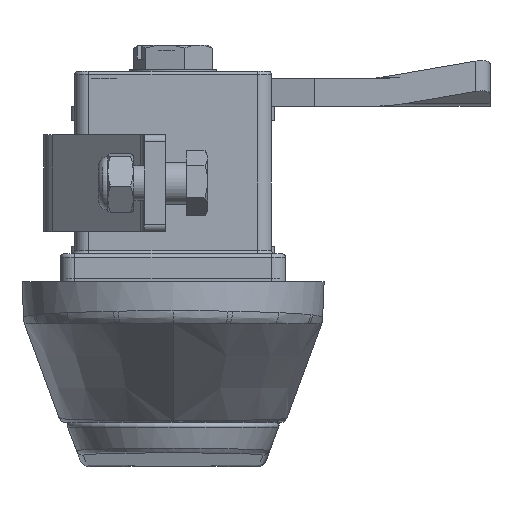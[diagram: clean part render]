
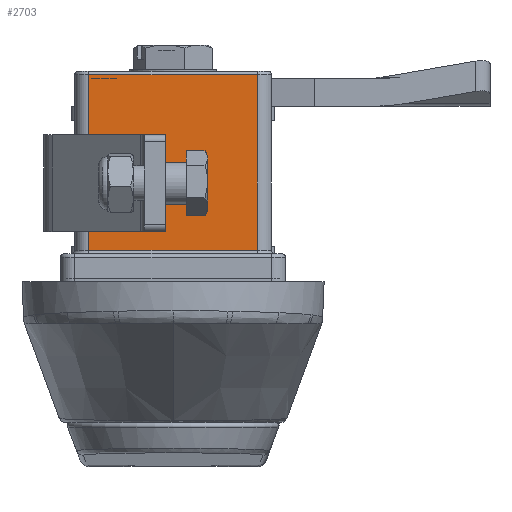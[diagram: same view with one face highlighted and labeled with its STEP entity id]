
A CAD part, front view. The second image highlights one B-rep face of the part: STEP entity #2703.
In plain terms, the highlighted planar face has unit normal (0, -1, 0).
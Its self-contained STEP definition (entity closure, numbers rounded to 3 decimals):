
#2703=ADVANCED_FACE('',(#6439),#6440,.F.);
#6439=FACE_OUTER_BOUND('',#41023,.T.);
#6440=PLANE('',#41024);
#41023=EDGE_LOOP('',(#52749,#52750,#52751,#52752));
#41024=AXIS2_PLACEMENT_3D('',#52753,#52754,#52755);
#52749=ORIENTED_EDGE('',*,*,#61221,.T.);
#52750=ORIENTED_EDGE('',*,*,#61164,.T.);
#52751=ORIENTED_EDGE('',*,*,#61218,.T.);
#52752=ORIENTED_EDGE('',*,*,#61205,.T.);
#52753=CARTESIAN_POINT('',(14.428,-78.825,-38.528));
#52754=DIRECTION('',(0.,1.0,0.0));
#52755=DIRECTION('',(1.0,0.,0.0));
#61164=EDGE_CURVE('',#68217,#68222,#68224,.T.);
#61205=EDGE_CURVE('',#68288,#68278,#68292,.T.);
#61218=EDGE_CURVE('',#68222,#68288,#68309,.F.);
#61221=EDGE_CURVE('',#68278,#68217,#68312,.T.);
#68217=VERTEX_POINT('',#89083);
#68222=VERTEX_POINT('',#89089);
#68224=LINE('',#89091,#89092);
#68278=VERTEX_POINT('',#89158);
#68288=VERTEX_POINT('',#89170);
#68292=LINE('',#89175,#89176);
#68309=LINE('',#89199,#89200);
#68312=LINE('',#89205,#89206);
#89083=CARTESIAN_POINT('',(12.428,-78.825,32.5));
#89089=CARTESIAN_POINT('',(-11.572,-78.825,32.5));
#89091=CARTESIAN_POINT('',(14.428,-78.825,32.5));
#89092=VECTOR('',#99766,1.0);
#89158=CARTESIAN_POINT('',(12.428,-78.825,7.5));
#89170=CARTESIAN_POINT('',(-11.572,-78.825,7.5));
#89175=CARTESIAN_POINT('',(12.428,-78.825,7.5));
#89176=VECTOR('',#99857,1.0);
#89199=CARTESIAN_POINT('',(-11.572,-78.825,-38.528));
#89200=VECTOR('',#99882,1.0);
#89205=CARTESIAN_POINT('',(12.428,-78.825,-38.528));
#89206=VECTOR('',#99885,1.0);
#99766=DIRECTION('',(-1.0,0.,0.0));
#99857=DIRECTION('',(1.0,0.,0.0));
#99882=DIRECTION('',(0.0,0.0,1.0));
#99885=DIRECTION('',(0.0,0.0,1.0));
